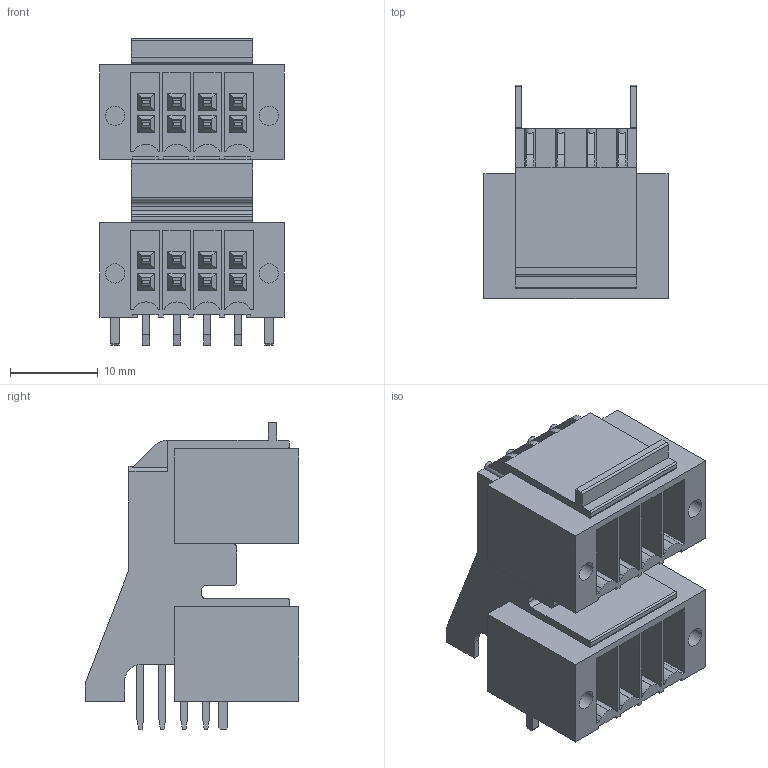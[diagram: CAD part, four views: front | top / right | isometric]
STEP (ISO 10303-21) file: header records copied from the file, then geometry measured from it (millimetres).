
FILE_DESCRIPTION(('CATIA V5 STEP Exchange','CAx-IF Rec.Pracs.--- Model Styling and Organization---1.2---2011-12-15'),'2;1');
FILE_NAME ('D1451386_0', '2018-09-18T11:27:56+00:00', ('none'), ('Weidmueller'), 'CATIA Version 5-6 Release 2014', 'CATIA V5 STEP AP214', 'none');
FILE_SCHEMA(('AUTOMOTIVE_DESIGN { 1 0 10303 214 1 1 1 1 }'));
Length unit declared in the file: millimetre
Products named in the file (1): 1357920000
Bounding box: 21 x 24.4 x 35 mm (x, y, z)
Volume: 7191.9 mm3; surface area: 8511.2 mm2
Topology: 19 solids, 19 shells, 611 faces, 1617 edges, 1068 vertices
Faces by surface type: plane 557, cylinder 54
Entity records: 17563 total; most frequent: ORIENTED_EDGE 3234, CARTESIAN_POINT 3214, DIRECTION 2389, EDGE_CURVE 1617, VECTOR 1427, LINE 1427, VERTEX_POINT 1068, EDGE_LOOP 667
